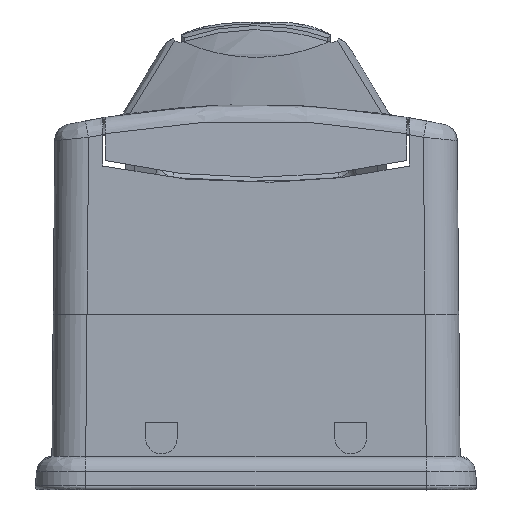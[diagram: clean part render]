
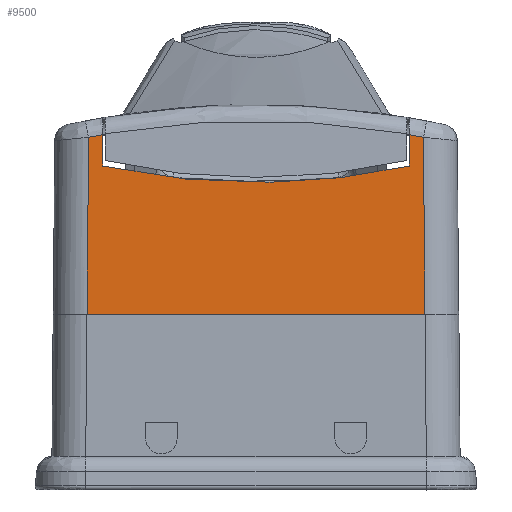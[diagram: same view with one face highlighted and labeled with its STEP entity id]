
A CAD part, front view. The second image highlights one B-rep face of the part: STEP entity #9500.
In plain terms, the highlighted planar face has unit normal (0, 1, -0.009).
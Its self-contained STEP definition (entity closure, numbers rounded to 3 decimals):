
#9429=AXIS2_PLACEMENT_3D('Plane Axis2P3D',#9426,#9427,#9428) ;
#9340=CARTESIAN_POINT('Vertex',(37.14,-44.64,35.236)) ;
#9357=CARTESIAN_POINT('Vertex',(37.483,-44.983,-4.)) ;
#9360=CARTESIAN_POINT('Line Origine',(37.27,-44.77,20.353)) ;
#9426=CARTESIAN_POINT('Axis2P3D Location',(-45.,-45.,-6.)) ;
#9431=CARTESIAN_POINT('Line Origine',(34.,-44.665,32.346)) ;
#9435=CARTESIAN_POINT('Vertex',(34.,-44.696,28.878)) ;
#9437=CARTESIAN_POINT('Vertex',(34.,-44.635,35.815)) ;
#9441=CARTESIAN_POINT('Control Point',(37.14,-44.64,35.236)) ;
#9442=CARTESIAN_POINT('Control Point',(36.513,-44.639,35.357)) ;
#9443=CARTESIAN_POINT('Control Point',(35.886,-44.638,35.475)) ;
#9444=CARTESIAN_POINT('Control Point',(35.258,-44.637,35.591)) ;
#9445=CARTESIAN_POINT('Control Point',(34.629,-44.636,35.704)) ;
#9446=CARTESIAN_POINT('Control Point',(34.,-44.635,35.815)) ;
#9448=CARTESIAN_POINT('Line Origine',(0.,-44.983,-4.)) ;
#9452=CARTESIAN_POINT('Vertex',(-37.483,-44.983,-4.)) ;
#9455=CARTESIAN_POINT('Line Origine',(-37.312,-44.811,15.618)) ;
#9459=CARTESIAN_POINT('Vertex',(-37.14,-44.64,35.236)) ;
#9463=CARTESIAN_POINT('Control Point',(-34.,-44.635,35.815)) ;
#9464=CARTESIAN_POINT('Control Point',(-34.629,-44.636,35.704)) ;
#9465=CARTESIAN_POINT('Control Point',(-35.258,-44.637,35.591)) ;
#9466=CARTESIAN_POINT('Control Point',(-35.886,-44.638,35.475)) ;
#9467=CARTESIAN_POINT('Control Point',(-36.513,-44.639,35.357)) ;
#9468=CARTESIAN_POINT('Control Point',(-37.14,-44.64,35.236)) ;
#9469=CARTESIAN_POINT('Vertex',(-34.,-44.635,35.815)) ;
#9472=CARTESIAN_POINT('Line Origine',(-34.,-44.665,32.346)) ;
#9476=CARTESIAN_POINT('Vertex',(-34.,-44.696,28.878)) ;
#9480=CARTESIAN_POINT('Control Point',(-34.,-44.696,28.878)) ;
#9481=CARTESIAN_POINT('Control Point',(-29.534,-44.705,27.794)) ;
#9482=CARTESIAN_POINT('Control Point',(-20.546,-44.719,26.231)) ;
#9483=CARTESIAN_POINT('Control Point',(-9.088,-44.729,25.097)) ;
#9484=CARTESIAN_POINT('Control Point',(4.656,-44.73,24.897)) ;
#9485=CARTESIAN_POINT('Control Point',(18.339,-44.721,26.003)) ;
#9486=CARTESIAN_POINT('Control Point',(27.349,-44.708,27.42)) ;
#9487=CARTESIAN_POINT('Control Point',(31.847,-44.7,28.353)) ;
#9488=CARTESIAN_POINT('Control Point',(34.,-44.696,28.878)) ;
#9361=DIRECTION('Vector Direction',(0.009,-0.009,-1.)) ;
#9427=DIRECTION('Axis2P3D Direction',(0.,1.,-0.009)) ;
#9428=DIRECTION('Axis2P3D XDirection',(-1.,0.,0.)) ;
#9432=DIRECTION('Vector Direction',(0.,0.009,1.)) ;
#9449=DIRECTION('Vector Direction',(1.,0.,0.)) ;
#9456=DIRECTION('Vector Direction',(-0.009,-0.009,-1.)) ;
#9473=DIRECTION('Vector Direction',(0.,0.009,1.)) ;
#9362=VECTOR('Line Direction',#9361,1.) ;
#9433=VECTOR('Line Direction',#9432,1.) ;
#9450=VECTOR('Line Direction',#9449,1.) ;
#9457=VECTOR('Line Direction',#9456,1.) ;
#9474=VECTOR('Line Direction',#9473,1.) ;
#9491=ORIENTED_EDGE('',*,*,#9439,.T.) ;
#9492=ORIENTED_EDGE('',*,*,#9447,.F.) ;
#9493=ORIENTED_EDGE('',*,*,#9364,.F.) ;
#9494=ORIENTED_EDGE('',*,*,#9454,.F.) ;
#9495=ORIENTED_EDGE('',*,*,#9461,.F.) ;
#9496=ORIENTED_EDGE('',*,*,#9471,.F.) ;
#9497=ORIENTED_EDGE('',*,*,#9478,.F.) ;
#9498=ORIENTED_EDGE('',*,*,#9489,.T.) ;
#9500=ADVANCED_FACE('Surface.431',(#9499),#9430,.T.) ;
#9440=B_SPLINE_CURVE_WITH_KNOTS('',5,(#9441,#9442,#9443,#9444,#9445,#9446),.UNSPECIFIED.,.F.,.U.,(6,6),(0.,3.193),.UNSPECIFIED.) ;
#9462=B_SPLINE_CURVE_WITH_KNOTS('',5,(#9463,#9464,#9465,#9466,#9467,#9468),.UNSPECIFIED.,.F.,.U.,(6,6),(0.,3.193),.UNSPECIFIED.) ;
#9479=B_SPLINE_CURVE_WITH_KNOTS('',5,(#9480,#9481,#9482,#9483,#9484,#9485,#9486,#9487,#9488),.UNSPECIFIED.,.F.,.U.,(6,1,1,1,6),(0.,23.009,45.626,57.546,68.636),.UNSPECIFIED.) ;
#9364=EDGE_CURVE('',#9358,#9341,#9363,.F.) ;
#9439=EDGE_CURVE('',#9436,#9438,#9434,.T.) ;
#9447=EDGE_CURVE('',#9341,#9438,#9440,.T.) ;
#9454=EDGE_CURVE('',#9453,#9358,#9451,.T.) ;
#9461=EDGE_CURVE('',#9460,#9453,#9458,.T.) ;
#9471=EDGE_CURVE('',#9470,#9460,#9462,.T.) ;
#9478=EDGE_CURVE('',#9477,#9470,#9475,.T.) ;
#9489=EDGE_CURVE('',#9477,#9436,#9479,.T.) ;
#9490=EDGE_LOOP('',(#9491,#9492,#9493,#9494,#9495,#9496,#9497,#9498)) ;
#9499=FACE_OUTER_BOUND('',#9490,.T.) ;
#9363=LINE('Line',#9360,#9362) ;
#9434=LINE('Line',#9431,#9433) ;
#9451=LINE('Line',#9448,#9450) ;
#9458=LINE('Line',#9455,#9457) ;
#9475=LINE('Line',#9472,#9474) ;
#9430=PLANE('',#9429) ;
#9341=VERTEX_POINT('',#9340) ;
#9358=VERTEX_POINT('',#9357) ;
#9436=VERTEX_POINT('',#9435) ;
#9438=VERTEX_POINT('',#9437) ;
#9453=VERTEX_POINT('',#9452) ;
#9460=VERTEX_POINT('',#9459) ;
#9470=VERTEX_POINT('',#9469) ;
#9477=VERTEX_POINT('',#9476) ;
